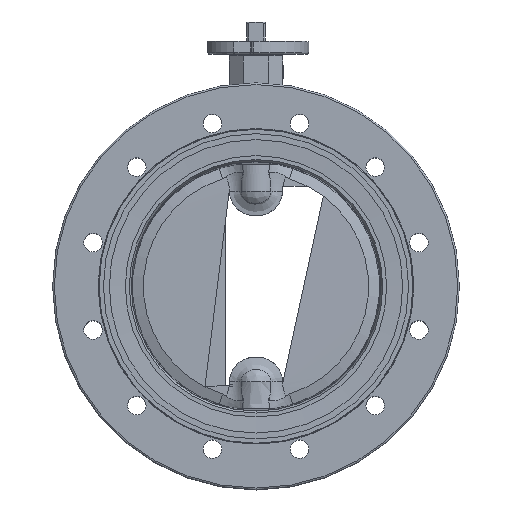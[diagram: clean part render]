
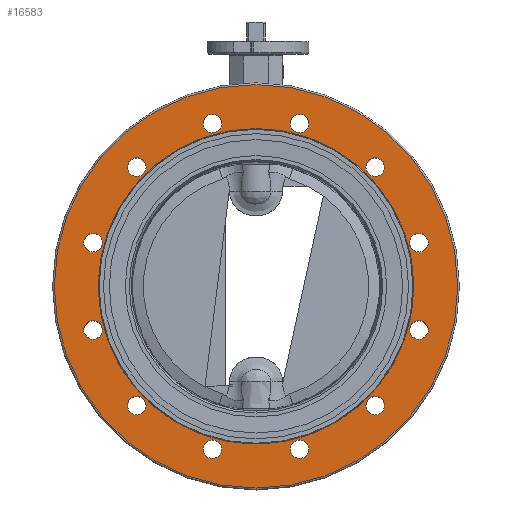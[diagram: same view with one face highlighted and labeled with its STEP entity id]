
A CAD part, top view. The second image highlights one B-rep face of the part: STEP entity #16583.
In plain terms, the highlighted planar face has unit normal (0, 0, 1).
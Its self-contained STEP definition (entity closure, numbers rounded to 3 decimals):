
#15603=CARTESIAN_POINT('',(-42.238,198.685,85.0));
#15604=VERTEX_POINT('',#15603);
#15605=CARTESIAN_POINT('',(-51.764,193.185,85.0));
#15606=DIRECTION('',(0.0,0.0,-1.0));
#15607=DIRECTION('',(-0.866,-0.5,0.0));
#15608=AXIS2_PLACEMENT_3D('',#15605,#15606,#15607);
#15609=CIRCLE('',#15608,11.0);
#15610=EDGE_CURVE('',#15604,#15604,#15609,.T.);
#15659=CARTESIAN_POINT('',(-135.921,150.948,85.0));
#15660=VERTEX_POINT('',#15659);
#15661=CARTESIAN_POINT('',(-141.421,141.421,85.0));
#15662=DIRECTION('',(0.0,0.0,-1.));
#15663=DIRECTION('',(-0.5,-0.866,0.0));
#15664=AXIS2_PLACEMENT_3D('',#15661,#15662,#15663);
#15665=CIRCLE('',#15664,11.0);
#15666=EDGE_CURVE('',#15660,#15660,#15665,.T.);
#15715=CARTESIAN_POINT('',(-193.185,62.764,85.0));
#15716=VERTEX_POINT('',#15715);
#15717=CARTESIAN_POINT('',(-193.185,51.764,85.0));
#15718=DIRECTION('',(0.0,0.0,-1.0));
#15719=DIRECTION('',(0.0,-1.0,0.0));
#15720=AXIS2_PLACEMENT_3D('',#15717,#15718,#15719);
#15721=CIRCLE('',#15720,11.0);
#15722=EDGE_CURVE('',#15716,#15716,#15721,.T.);
#15771=CARTESIAN_POINT('',(-198.685,-42.238,85.0));
#15772=VERTEX_POINT('',#15771);
#15773=CARTESIAN_POINT('',(-193.185,-51.764,85.0));
#15774=DIRECTION('',(0.0,0.0,-1.));
#15775=DIRECTION('',(0.5,-0.866,0.0));
#15776=AXIS2_PLACEMENT_3D('',#15773,#15774,#15775);
#15777=CIRCLE('',#15776,11.0);
#15778=EDGE_CURVE('',#15772,#15772,#15777,.T.);
#15827=CARTESIAN_POINT('',(-150.948,-135.921,85.0));
#15828=VERTEX_POINT('',#15827);
#15829=CARTESIAN_POINT('',(-141.421,-141.421,85.0));
#15830=DIRECTION('',(0.0,0.0,-1.0));
#15831=DIRECTION('',(0.866,-0.5,0.0));
#15832=AXIS2_PLACEMENT_3D('',#15829,#15830,#15831);
#15833=CIRCLE('',#15832,11.);
#15834=EDGE_CURVE('',#15828,#15828,#15833,.T.);
#15883=CARTESIAN_POINT('',(-62.764,-193.185,85.0));
#15884=VERTEX_POINT('',#15883);
#15885=CARTESIAN_POINT('',(-51.764,-193.185,85.0));
#15886=DIRECTION('',(0.0,0.0,-1.0));
#15887=DIRECTION('',(1.0,0.0,0.0));
#15888=AXIS2_PLACEMENT_3D('',#15885,#15886,#15887);
#15889=CIRCLE('',#15888,11.0);
#15890=EDGE_CURVE('',#15884,#15884,#15889,.T.);
#15939=CARTESIAN_POINT('',(42.238,-198.685,85.0));
#15940=VERTEX_POINT('',#15939);
#15941=CARTESIAN_POINT('',(51.764,-193.185,85.0));
#15942=DIRECTION('',(0.0,0.0,-1.0));
#15943=DIRECTION('',(0.866,0.5,0.0));
#15944=AXIS2_PLACEMENT_3D('',#15941,#15942,#15943);
#15945=CIRCLE('',#15944,11.);
#15946=EDGE_CURVE('',#15940,#15940,#15945,.T.);
#15995=CARTESIAN_POINT('',(135.921,-150.948,85.0));
#15996=VERTEX_POINT('',#15995);
#15997=CARTESIAN_POINT('',(141.421,-141.421,85.0));
#15998=DIRECTION('',(0.0,0.0,-1.0));
#15999=DIRECTION('',(0.5,0.866,0.0));
#16000=AXIS2_PLACEMENT_3D('',#15997,#15998,#15999);
#16001=CIRCLE('',#16000,11.);
#16002=EDGE_CURVE('',#15996,#15996,#16001,.T.);
#16051=CARTESIAN_POINT('',(193.185,-62.764,85.0));
#16052=VERTEX_POINT('',#16051);
#16053=CARTESIAN_POINT('',(193.185,-51.764,85.0));
#16054=DIRECTION('',(0.0,0.0,-1.0));
#16055=DIRECTION('',(0.0,1.0,0.0));
#16056=AXIS2_PLACEMENT_3D('',#16053,#16054,#16055);
#16057=CIRCLE('',#16056,11.0);
#16058=EDGE_CURVE('',#16052,#16052,#16057,.T.);
#16107=CARTESIAN_POINT('',(198.685,42.238,85.0));
#16108=VERTEX_POINT('',#16107);
#16109=CARTESIAN_POINT('',(193.185,51.764,85.0));
#16110=DIRECTION('',(0.0,0.0,-1.));
#16111=DIRECTION('',(-0.5,0.866,0.0));
#16112=AXIS2_PLACEMENT_3D('',#16109,#16110,#16111);
#16113=CIRCLE('',#16112,11.0);
#16114=EDGE_CURVE('',#16108,#16108,#16113,.T.);
#16163=CARTESIAN_POINT('',(150.948,135.921,85.0));
#16164=VERTEX_POINT('',#16163);
#16165=CARTESIAN_POINT('',(141.421,141.421,85.0));
#16166=DIRECTION('',(0.0,0.0,-1.));
#16167=DIRECTION('',(-0.866,0.5,0.0));
#16168=AXIS2_PLACEMENT_3D('',#16165,#16166,#16167);
#16169=CIRCLE('',#16168,11.0);
#16170=EDGE_CURVE('',#16164,#16164,#16169,.T.);
#16219=CARTESIAN_POINT('',(62.764,193.185,85.0));
#16220=VERTEX_POINT('',#16219);
#16221=CARTESIAN_POINT('',(51.764,193.185,85.0));
#16222=DIRECTION('',(0.0,0.0,-1.0));
#16223=DIRECTION('',(-1.0,0.0,0.0));
#16224=AXIS2_PLACEMENT_3D('',#16221,#16222,#16223);
#16225=CIRCLE('',#16224,11.0);
#16226=EDGE_CURVE('',#16220,#16220,#16225,.T.);
#16475=CARTESIAN_POINT('',(-186.95,0.,85.0));
#16476=VERTEX_POINT('',#16475);
#16477=CARTESIAN_POINT('',(0.0,0.0,85.0));
#16478=DIRECTION('',(0.0,0.0,1.0));
#16479=DIRECTION('',(1.0,0.0,0.0));
#16480=AXIS2_PLACEMENT_3D('',#16477,#16478,#16479);
#16481=CIRCLE('',#16480,186.95);
#16482=EDGE_CURVE('',#16476,#16476,#16481,.T.);
#16528=CARTESIAN_POINT('',(0.0,0.0,85.0));
#16529=DIRECTION('',(0.0,0.0,1.0));
#16530=DIRECTION('',(1.0,0.0,0.0));
#16531=AXIS2_PLACEMENT_3D('',#16528,#16529,#16530);
#16532=PLANE('',#16531);
#16533=CARTESIAN_POINT('',(239.3,0.,85.0));
#16534=VERTEX_POINT('',#16533);
#16535=CARTESIAN_POINT('',(0.0,0.0,85.0));
#16536=DIRECTION('',(0.0,0.0,-1.0));
#16537=DIRECTION('',(-1.0,0.0,0.0));
#16538=AXIS2_PLACEMENT_3D('',#16535,#16536,#16537);
#16539=CIRCLE('',#16538,239.3);
#16540=EDGE_CURVE('',#16534,#16534,#16539,.T.);
#16541=ORIENTED_EDGE('',*,*,#16540,.F.);
#16542=EDGE_LOOP('',(#16541));
#16543=FACE_OUTER_BOUND('',#16542,.T.);
#16544=ORIENTED_EDGE('',*,*,#15610,.T.);
#16545=EDGE_LOOP('',(#16544));
#16546=FACE_BOUND('',#16545,.T.);
#16547=ORIENTED_EDGE('',*,*,#15666,.T.);
#16548=EDGE_LOOP('',(#16547));
#16549=FACE_BOUND('',#16548,.T.);
#16550=ORIENTED_EDGE('',*,*,#15722,.T.);
#16551=EDGE_LOOP('',(#16550));
#16552=FACE_BOUND('',#16551,.T.);
#16553=ORIENTED_EDGE('',*,*,#15778,.T.);
#16554=EDGE_LOOP('',(#16553));
#16555=FACE_BOUND('',#16554,.T.);
#16556=ORIENTED_EDGE('',*,*,#15834,.T.);
#16557=EDGE_LOOP('',(#16556));
#16558=FACE_BOUND('',#16557,.T.);
#16559=ORIENTED_EDGE('',*,*,#15890,.T.);
#16560=EDGE_LOOP('',(#16559));
#16561=FACE_BOUND('',#16560,.T.);
#16562=ORIENTED_EDGE('',*,*,#15946,.T.);
#16563=EDGE_LOOP('',(#16562));
#16564=FACE_BOUND('',#16563,.T.);
#16565=ORIENTED_EDGE('',*,*,#16002,.T.);
#16566=EDGE_LOOP('',(#16565));
#16567=FACE_BOUND('',#16566,.T.);
#16568=ORIENTED_EDGE('',*,*,#16058,.T.);
#16569=EDGE_LOOP('',(#16568));
#16570=FACE_BOUND('',#16569,.T.);
#16571=ORIENTED_EDGE('',*,*,#16114,.T.);
#16572=EDGE_LOOP('',(#16571));
#16573=FACE_BOUND('',#16572,.T.);
#16574=ORIENTED_EDGE('',*,*,#16170,.T.);
#16575=EDGE_LOOP('',(#16574));
#16576=FACE_BOUND('',#16575,.T.);
#16577=ORIENTED_EDGE('',*,*,#16226,.T.);
#16578=EDGE_LOOP('',(#16577));
#16579=FACE_BOUND('',#16578,.T.);
#16580=ORIENTED_EDGE('',*,*,#16482,.F.);
#16581=EDGE_LOOP('',(#16580));
#16582=FACE_BOUND('',#16581,.T.);
#16583=ADVANCED_FACE('',(#16543,#16546,#16549,#16552,#16555,#16558,#16561,#16564,#16567,#16570,#16573,#16576,#16579,#16582),#16532,.T.);
